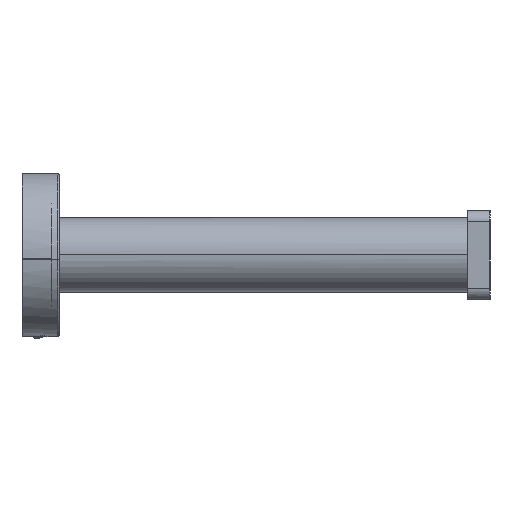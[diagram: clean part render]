
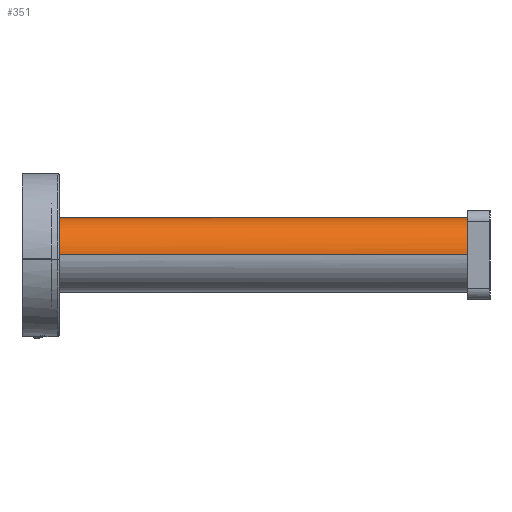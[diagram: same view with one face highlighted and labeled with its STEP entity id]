
A CAD part, left-side view. The second image highlights one B-rep face of the part: STEP entity #351.
In plain terms, the highlighted cylindrical face has radius 10 mm (diameter 20 mm), a partial arc.
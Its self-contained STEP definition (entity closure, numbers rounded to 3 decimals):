
#83=CYLINDRICAL_SURFACE('',#3936,10.);
#351=ADVANCED_FACE('',(#549),#83,.T.);
#549=FACE_OUTER_BOUND('',#770,.T.);
#770=EDGE_LOOP('',(#1773,#1774,#1775,#1776,#1777,#1778));
#1773=ORIENTED_EDGE('',*,*,#2448,.F.);
#1774=ORIENTED_EDGE('',*,*,#2453,.T.);
#1775=ORIENTED_EDGE('',*,*,#2452,.F.);
#1776=ORIENTED_EDGE('',*,*,#2454,.T.);
#1777=ORIENTED_EDGE('',*,*,#2450,.F.);
#1778=ORIENTED_EDGE('',*,*,#2455,.T.);
#2448=EDGE_CURVE('',#3584,#3585,#2926,.T.);
#2450=EDGE_CURVE('',#3586,#3587,#2928,.T.);
#2452=EDGE_CURVE('',#3588,#3583,#2929,.T.);
#2453=EDGE_CURVE('',#3584,#3583,#3123,.T.);
#2454=EDGE_CURVE('',#3588,#3587,#3124,.T.);
#2455=EDGE_CURVE('',#3586,#3585,#2930,.T.);
#2926=B_SPLINE_CURVE_WITH_KNOTS('',1,(#7486,#7487),.UNSPECIFIED.,.F.,.F.,
(2,2),(0.,53.15),.UNSPECIFIED.);
#2928=B_SPLINE_CURVE_WITH_KNOTS('',1,(#7516,#7517),.UNSPECIFIED.,.F.,.F.,
(2,2),(0.,53.15),.UNSPECIFIED.);
#2929=B_SPLINE_CURVE_WITH_KNOTS('',1,(#7523,#7524),.UNSPECIFIED.,.F.,.F.,
(2,2),(0.,110.),.UNSPECIFIED.);
#2930=B_SPLINE_CURVE_WITH_KNOTS('',3,(#7535,#7536,#7537,#7538,#7539,#7540,
#7541,#7542,#7543,#7544,#7545,#7546,#7547,#7548,#7549,#7550,#7551,#7552,
#7553,#7554,#7555,#7556,#7557,#7558,#7559,#7560,#7561,#7562),
 .UNSPECIFIED.,.F.,.F.,(4,2,2,2,2,2,2,2,2,2,2,2,2,4),(0.,0.365,
0.731,1.096,1.461,2.192,2.557,
2.922,3.653,4.383,4.749,5.114,
5.479,5.845),.UNSPECIFIED.);
#3123=(
BOUNDED_CURVE()
B_SPLINE_CURVE(2,(#7525,#7526,#7527,#7528,#7529),.UNSPECIFIED.,.F.,.F.)
B_SPLINE_CURVE_WITH_KNOTS((3,2,3),(0.,15.708,31.416),
 .UNSPECIFIED.)
CURVE()
GEOMETRIC_REPRESENTATION_ITEM()
RATIONAL_B_SPLINE_CURVE((1.,0.707,1.,0.707,1.))
REPRESENTATION_ITEM('')
);
#3124=(
BOUNDED_CURVE()
B_SPLINE_CURVE(2,(#7530,#7531,#7532,#7533,#7534),.UNSPECIFIED.,.F.,.F.)
B_SPLINE_CURVE_WITH_KNOTS((3,2,3),(0.,15.708,31.416),
 .UNSPECIFIED.)
CURVE()
GEOMETRIC_REPRESENTATION_ITEM()
RATIONAL_B_SPLINE_CURVE((1.,0.707,1.,0.707,1.))
REPRESENTATION_ITEM('')
);
#3583=VERTEX_POINT('',#7475);
#3584=VERTEX_POINT('',#7476);
#3585=VERTEX_POINT('',#7477);
#3586=VERTEX_POINT('',#7478);
#3587=VERTEX_POINT('',#7479);
#3588=VERTEX_POINT('',#7480);
#3936=AXIS2_PLACEMENT_3D('',#7474,#4110,$);
#4110=DIRECTION('',(0.,0.,1.));
#7474=CARTESIAN_POINT('',(-300.,0.,-58.));
#7475=CARTESIAN_POINT('',(-310.,0.,-113.));
#7476=CARTESIAN_POINT('',(-290.,0.,-113.));
#7477=CARTESIAN_POINT('',(-290.,0.,-59.85));
#7478=CARTESIAN_POINT('',(-290.,0.,-56.15));
#7479=CARTESIAN_POINT('',(-290.,0.,-3.));
#7480=CARTESIAN_POINT('',(-310.,0.,-3.));
#7486=CARTESIAN_POINT('',(-290.,0.,-113.));
#7487=CARTESIAN_POINT('',(-290.,0.,-59.85));
#7516=CARTESIAN_POINT('',(-290.,0.,-56.15));
#7517=CARTESIAN_POINT('',(-290.,0.,-3.));
#7523=CARTESIAN_POINT('',(-310.,0.,-3.));
#7524=CARTESIAN_POINT('',(-310.,0.,-113.));
#7525=CARTESIAN_POINT('',(-290.,0.,-113.));
#7526=CARTESIAN_POINT('',(-290.,10.,-113.));
#7527=CARTESIAN_POINT('',(-300.,10.,-113.));
#7528=CARTESIAN_POINT('',(-310.,10.,-113.));
#7529=CARTESIAN_POINT('',(-310.,0.,-113.));
#7530=CARTESIAN_POINT('',(-310.,0.,-3.));
#7531=CARTESIAN_POINT('',(-310.,10.,-3.));
#7532=CARTESIAN_POINT('',(-300.,10.,-3.));
#7533=CARTESIAN_POINT('',(-290.,10.,-3.));
#7534=CARTESIAN_POINT('',(-290.,0.,-3.));
#7535=CARTESIAN_POINT('',(-290.,0.,-56.15));
#7536=CARTESIAN_POINT('',(-290.,0.121,-56.15));
#7537=CARTESIAN_POINT('',(-290.002,0.244,-56.162));
#7538=CARTESIAN_POINT('',(-290.011,0.481,-56.21));
#7539=CARTESIAN_POINT('',(-290.017,0.597,-56.245));
#7540=CARTESIAN_POINT('',(-290.033,0.82,-56.337));
#7541=CARTESIAN_POINT('',(-290.043,0.929,-56.395));
#7542=CARTESIAN_POINT('',(-290.063,1.129,-56.529));
#7543=CARTESIAN_POINT('',(-290.075,1.222,-56.606));
#7544=CARTESIAN_POINT('',(-290.109,1.48,-56.864));
#7545=CARTESIAN_POINT('',(-290.131,1.616,-57.067));
#7546=CARTESIAN_POINT('',(-290.155,1.756,-57.404));
#7547=CARTESIAN_POINT('',(-290.162,1.791,-57.519));
#7548=CARTESIAN_POINT('',(-290.17,1.838,-57.757));
#7549=CARTESIAN_POINT('',(-290.173,1.85,-57.88));
#7550=CARTESIAN_POINT('',(-290.173,1.85,-58.243));
#7551=CARTESIAN_POINT('',(-290.163,1.801,-58.486));
#7552=CARTESIAN_POINT('',(-290.131,1.616,-58.932));
#7553=CARTESIAN_POINT('',(-290.108,1.479,-59.138));
#7554=CARTESIAN_POINT('',(-290.075,1.223,-59.393));
#7555=CARTESIAN_POINT('',(-290.063,1.128,-59.471));
#7556=CARTESIAN_POINT('',(-290.043,0.928,-59.605));
#7557=CARTESIAN_POINT('',(-290.033,0.821,-59.662));
#7558=CARTESIAN_POINT('',(-290.017,0.597,-59.755));
#7559=CARTESIAN_POINT('',(-290.011,0.48,-59.791));
#7560=CARTESIAN_POINT('',(-290.002,0.243,-59.838));
#7561=CARTESIAN_POINT('',(-290.,0.123,-59.85));
#7562=CARTESIAN_POINT('',(-290.,0.,-59.85));
